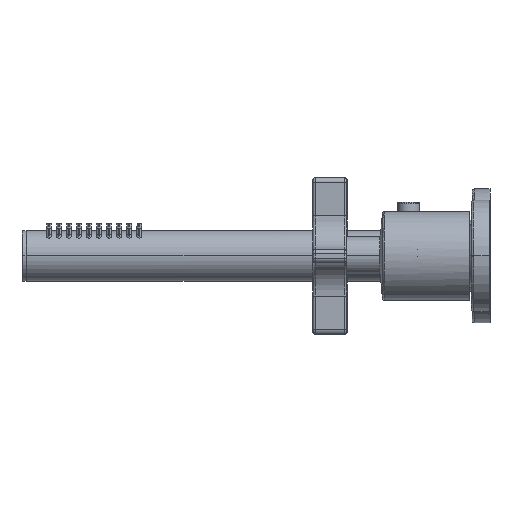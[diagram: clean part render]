
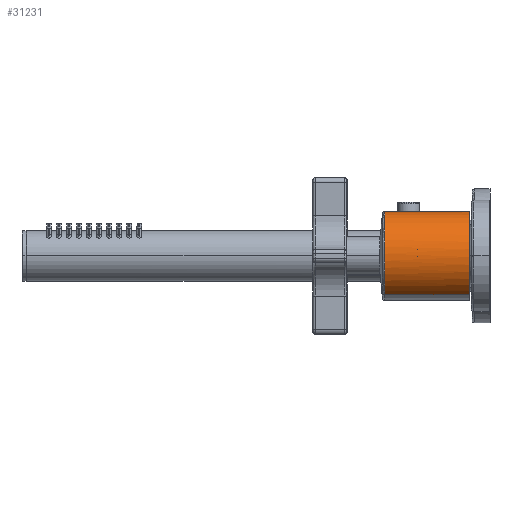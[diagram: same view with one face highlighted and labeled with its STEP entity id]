
A CAD part, left-side view. The second image highlights one B-rep face of the part: STEP entity #31231.
In plain terms, the highlighted cylindrical face has radius 19.85 mm (diameter 39.7 mm), a partial arc.
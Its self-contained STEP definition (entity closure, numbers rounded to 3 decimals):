
#31170=CARTESIAN_POINT('Vertex',(-190.483,137.8,17.434)) ;
#31172=CARTESIAN_POINT('Vertex',(-209.517,137.8,-17.406)) ;
#31175=CARTESIAN_POINT('Axis2P3D Location',(-200.,137.8,0.014)) ;
#31189=CARTESIAN_POINT('Axis2P3D Location',(-200.,157.8,0.014)) ;
#31194=CARTESIAN_POINT('Line Origine',(-209.517,157.8,-17.406)) ;
#31198=CARTESIAN_POINT('Vertex',(-209.517,175.643,-17.406)) ;
#31201=CARTESIAN_POINT('Line Origine',(-190.483,157.8,17.434)) ;
#31205=CARTESIAN_POINT('Vertex',(-190.483,175.643,17.434)) ;
#31209=CARTESIAN_POINT('Control Point',(-209.517,175.643,-17.406)) ;
#31210=CARTESIAN_POINT('Control Point',(-212.253,175.643,-15.911)) ;
#31211=CARTESIAN_POINT('Control Point',(-214.696,175.643,-13.879)) ;
#31212=CARTESIAN_POINT('Control Point',(-216.704,175.643,-11.386)) ;
#31213=CARTESIAN_POINT('Control Point',(-219.635,175.643,-5.746)) ;
#31214=CARTESIAN_POINT('Control Point',(-220.215,175.643,0.582)) ;
#31215=CARTESIAN_POINT('Control Point',(-219.872,175.643,3.765)) ;
#31216=CARTESIAN_POINT('Control Point',(-217.957,175.643,9.825)) ;
#31217=CARTESIAN_POINT('Control Point',(-213.893,175.643,14.71)) ;
#31218=CARTESIAN_POINT('Control Point',(-211.4,175.643,16.718)) ;
#31219=CARTESIAN_POINT('Control Point',(-205.761,175.643,19.649)) ;
#31220=CARTESIAN_POINT('Control Point',(-199.432,175.643,20.23)) ;
#31221=CARTESIAN_POINT('Control Point',(-196.25,175.643,19.887)) ;
#31222=CARTESIAN_POINT('Control Point',(-193.22,175.643,18.929)) ;
#31223=CARTESIAN_POINT('Control Point',(-190.483,175.643,17.434)) ;
#31196=VECTOR('Line Direction',#31195,1.) ;
#31203=VECTOR('Line Direction',#31202,1.) ;
#31176=DIRECTION('Axis2P3D Direction',(-0.,1.,0.)) ;
#31190=DIRECTION('Axis2P3D Direction',(-0.,1.,0.)) ;
#31191=DIRECTION('Axis2P3D XDirection',(0.479,0.,0.878)) ;
#31195=DIRECTION('Vector Direction',(0.,1.,0.)) ;
#31202=DIRECTION('Vector Direction',(0.,1.,0.)) ;
#31177=AXIS2_PLACEMENT_3D('Circle Axis2P3D',#31175,#31176,$) ;
#31192=AXIS2_PLACEMENT_3D('Cylinder Axis2P3D',#31189,#31190,#31191) ;
#31197=LINE('Line',#31194,#31196) ;
#31204=LINE('Line',#31201,#31203) ;
#31178=CIRCLE('generated circle',#31177,19.85) ;
#31193=CYLINDRICAL_SURFACE('generated cylinder',#31192,19.85) ;
#31179=EDGE_CURVE('',#31173,#31171,#31178,.T.) ;
#31200=EDGE_CURVE('',#31199,#31173,#31197,.F.) ;
#31207=EDGE_CURVE('',#31206,#31171,#31204,.F.) ;
#31224=EDGE_CURVE('',#31199,#31206,#31208,.T.) ;
#31226=ORIENTED_EDGE('',*,*,#31200,.T.) ;
#31227=ORIENTED_EDGE('',*,*,#31179,.T.) ;
#31228=ORIENTED_EDGE('',*,*,#31207,.F.) ;
#31229=ORIENTED_EDGE('',*,*,#31224,.F.) ;
#31225=EDGE_LOOP('',(#31226,#31227,#31228,#31229)) ;
#31171=VERTEX_POINT('',#31170) ;
#31173=VERTEX_POINT('',#31172) ;
#31199=VERTEX_POINT('',#31198) ;
#31206=VERTEX_POINT('',#31205) ;
#31231=ADVANCED_FACE('Devia GS.1\\PCM.38.t1.1\\PartBody',(#31230),#31193,.T.) ;
#31208=B_SPLINE_CURVE_WITH_KNOTS('',5,(#31209,#31210,#31211,#31212,#31213,#31214,#31215,#31216,#31217,#31218,#31219,#31220,#31221,#31222,#31223),.UNSPECIFIED.,.F.,.U.,(6,3,3,3,6),(-31.18,-15.59,0.,15.59,31.18),.UNSPECIFIED.) ;
#31230=FACE_OUTER_BOUND('',#31225,.T.) ;
